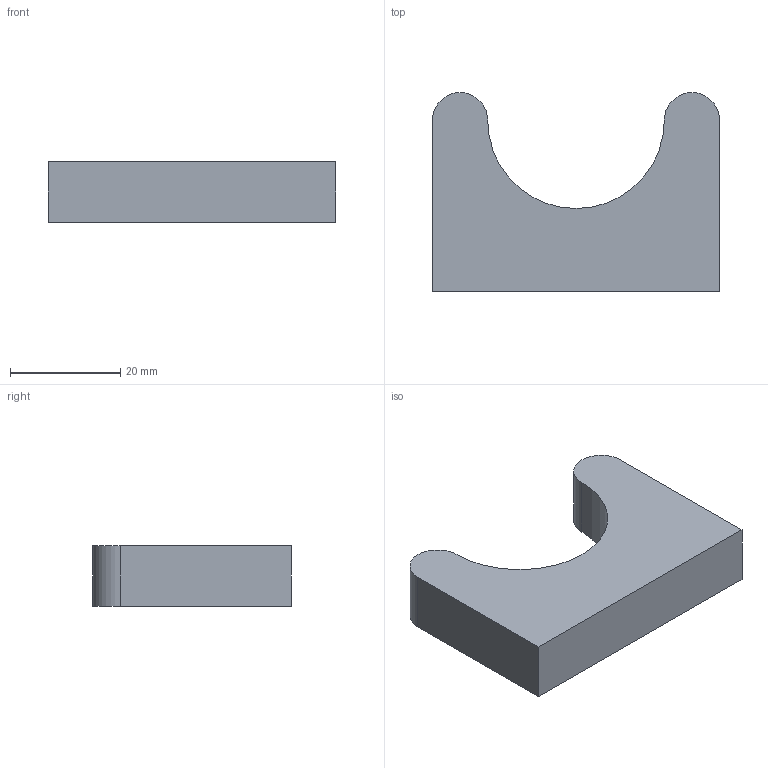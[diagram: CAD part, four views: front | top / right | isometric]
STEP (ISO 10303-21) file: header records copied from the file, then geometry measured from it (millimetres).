
FILE_DESCRIPTION(('FreeCAD Model'),'2;1');
FILE_NAME('Open CASCADE Shape Model','2025-03-06T16:07:40',(''),(''), 'Open CASCADE STEP processor 7.7','FreeCAD','Unknown');
FILE_SCHEMA(('AUTOMOTIVE_DESIGN { 1 0 10303 214 1 1 1 1 }'));
Length unit declared in the file: millimetre
Products named in the file (1): Claw MK2
Bounding box: 52 x 36 x 11 mm (x, y, z)
Volume: 12815.4 mm3; surface area: 5634.1 mm2
Topology: 1 solids, 1 shells, 20 faces, 36 edges, 24 vertices
Faces by surface type: plane 11, cylinder 9
Full cylindrical faces by diameter (mm): 6 x6
Entity records: 519 total; most frequent: DIRECTION 96, CARTESIAN_POINT 81, ORIENTED_EDGE 72, AXIS2_PLACEMENT_3D 39, EDGE_CURVE 36, FACE_BOUND 26, EDGE_LOOP 26, VERTEX_POINT 24
